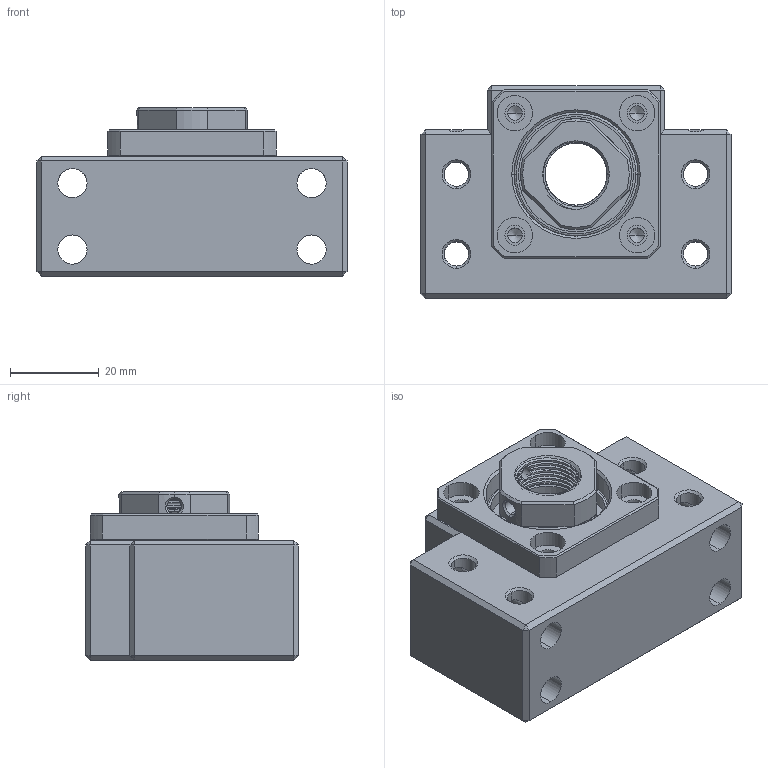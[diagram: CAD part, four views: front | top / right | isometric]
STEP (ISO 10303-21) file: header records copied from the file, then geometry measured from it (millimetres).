
FILE_DESCRIPTION (( 'STEP AP203' ), '1' );
FILE_NAME ('BK15.STEP', '2017-05-04T11:50:58', ( 'User' ), ( '' ), 'SwSTEP 2.0', 'SolidWorks 2015', '' );
FILE_SCHEMA (( 'CONFIG_CONTROL_DESIGN' ));
Length unit declared in the file: millimetre
Products named in the file (1): BK15
Bounding box: 70 x 48 x 38 mm (x, y, z)
Volume: 69755.3 mm3; surface area: 37276.1 mm2
Topology: 39 solids, 39 shells, 469 faces, 1153 edges, 639 vertices
Faces by surface type: cylinder 151, bspline 136, plane 104, cone 78
Entity records: 16889 total; most frequent: CARTESIAN_POINT 7407, ORIENTED_EDGE 2066, DIRECTION 1776, EDGE_CURVE 1033, AXIS2_PLACEMENT_3D 710, VERTEX_POINT 639, EDGE_LOOP 532, ADVANCED_FACE 469
